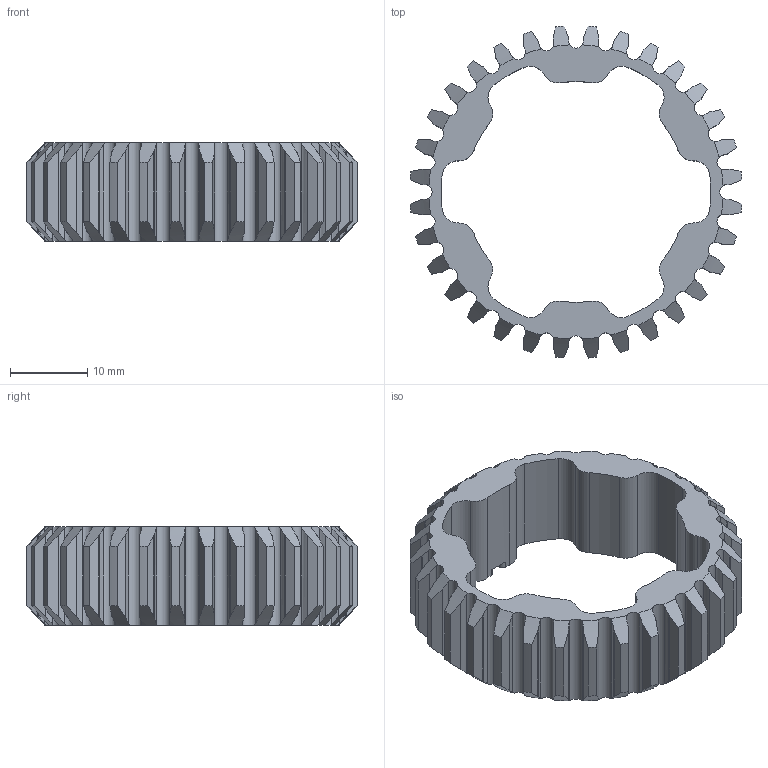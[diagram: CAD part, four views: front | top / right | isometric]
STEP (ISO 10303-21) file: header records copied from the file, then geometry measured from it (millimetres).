
FILE_DESCRIPTION (( 'STEP AP203' ), '1' );
FILE_NAME ('REV-21-3010.STEP', '2022-04-04T19:47:09', ( '' ), ( '' ), 'SwSTEP 2.0', 'SolidWorks 2022', '' );
FILE_SCHEMA (( 'CONFIG_CONTROL_DESIGN' ));
Length unit declared in the file: inch
Products named in the file (1): REV-21-3010
Bounding box: 42.97 x 42.97 x 12.7 mm (x, y, z)
Volume: 5661.3 mm3; surface area: 5279.7 mm2
Topology: 1 solids, 1 shells, 381 faces, 1144 edges, 764 vertices
Faces by surface type: bspline 128, cylinder 120, plane 69, cone 64
Entity records: 15157 total; most frequent: CARTESIAN_POINT 6040, ORIENTED_EDGE 2288, DIRECTION 1360, EDGE_CURVE 1144, VERTEX_POINT 764, B_SPLINE_CURVE_WITH_KNOTS 590, AXIS2_PLACEMENT_3D 552, EDGE_LOOP 382
